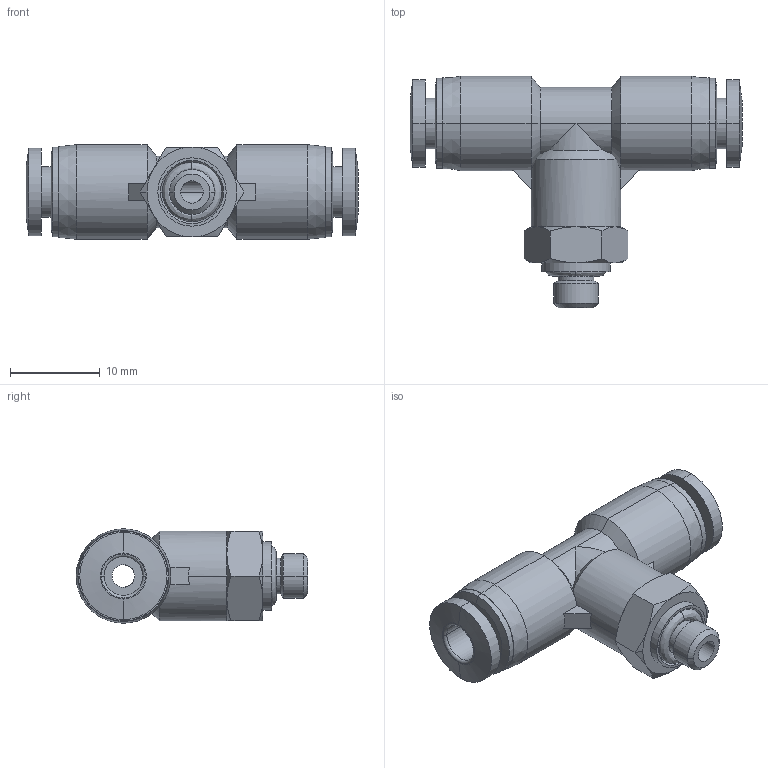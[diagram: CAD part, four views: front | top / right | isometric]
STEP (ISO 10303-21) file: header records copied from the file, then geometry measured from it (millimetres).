
FILE_DESCRIPTION (( 'STEP AP214' ), '1' );
FILE_NAME ('MBT4M-M5.step', '2016-02-24T20:38:51', ( '' ), ( '' ), 'SwSTEP 2.0', 'SolidWorks 2015', '' );
FILE_SCHEMA (( 'AUTOMOTIVE_DESIGN' ));
Length unit declared in the file: inch
Products named in the file (1): MBT4M-M5
Bounding box: 36.9 x 25.75 x 10.5 mm (x, y, z)
Volume: 3173.8 mm3; surface area: 2653.4 mm2
Topology: 2 solids, 2 shells, 118 faces, 262 edges, 157 vertices
Faces by surface type: cylinder 41, cone 40, plane 27, bspline 6, torus 4
Entity records: 3630 total; most frequent: CARTESIAN_POINT 1020, DIRECTION 549, ORIENTED_EDGE 524, EDGE_CURVE 262, AXIS2_PLACEMENT_3D 234, VERTEX_POINT 157, EDGE_LOOP 133, CIRCLE 121
